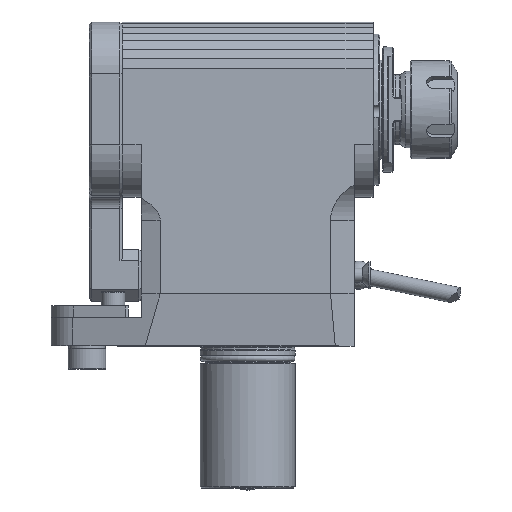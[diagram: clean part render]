
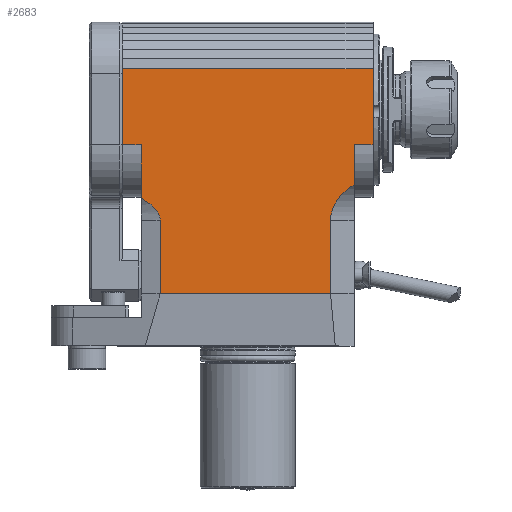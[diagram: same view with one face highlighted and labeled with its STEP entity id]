
A CAD part, top view. The second image highlights one B-rep face of the part: STEP entity #2683.
In plain terms, the highlighted planar face has unit normal (0, 0, 1).
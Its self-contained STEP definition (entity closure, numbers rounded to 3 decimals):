
#355 = DIRECTION ( 'NONE',  ( 0., 1., 0. ) ) ;
#420 = DIRECTION ( 'NONE',  ( 0., -1., 0. ) ) ;
#904 =( BOUNDED_CURVE ( )  B_SPLINE_CURVE ( 3, ( #14119, #19913, #21841, #16309 ),
 .UNSPECIFIED., .F., .F. ) 
 B_SPLINE_CURVE_WITH_KNOTS ( ( 4, 4 ),
 ( 2.274, 3.142 ),
 .UNSPECIFIED. ) 
 CURVE ( )  GEOMETRIC_REPRESENTATION_ITEM ( )  RATIONAL_B_SPLINE_CURVE ( ( 1., 0.938, 0.938, 1. ) ) 
 REPRESENTATION_ITEM ( '' )  );
#1012 = ORIENTED_EDGE ( 'NONE', *, *, #3360, .F. ) ;
#1137 = LINE ( 'NONE', #9710, #18551 ) ;
#1146 = CARTESIAN_POINT ( 'NONE',  ( 53., 212., 39. ) ) ;
#1202 = CARTESIAN_POINT ( 'NONE',  ( -37., 131.333, 39. ) ) ;
#1743 = LINE ( 'NONE', #7795, #11366 ) ;
#2076 = DIRECTION ( 'NONE',  ( -1., 0., 0. ) ) ;
#2304 = CARTESIAN_POINT ( 'NONE',  ( 35., 128., 39. ) ) ;
#2560 = DIRECTION ( 'NONE',  ( 0., -1., 0. ) ) ;
#2655 = EDGE_CURVE ( 'NONE', #3583, #9939, #20898, .T. ) ;
#2683 = ADVANCED_FACE ( 'NONE', ( #9218 ), #18431, .T. ) ;
#2824 = AXIS2_PLACEMENT_3D ( 'NONE', #1146, #6682, #23932 ) ;
#2844 = LINE ( 'NONE', #11273, #5535 ) ;
#3153 = ORIENTED_EDGE ( 'NONE', *, *, #6760, .T. ) ;
#3360 = EDGE_CURVE ( 'NONE', #7011, #21160, #7428, .T. ) ;
#3583 = VERTEX_POINT ( 'NONE', #23673 ) ;
#4033 = CARTESIAN_POINT ( 'NONE',  ( -45., 160., 39. ) ) ;
#4171 = VERTEX_POINT ( 'NONE', #24148 ) ;
#4179 = ORIENTED_EDGE ( 'NONE', *, *, #9242, .T. ) ;
#4312 = VECTOR ( 'NONE', #22335, 1000. ) ;
#4383 = CARTESIAN_POINT ( 'NONE',  ( -45., 212., 39. ) ) ;
#4619 = CARTESIAN_POINT ( 'NONE',  ( -37., 128., 39. ) ) ;
#4958 = CARTESIAN_POINT ( 'NONE',  ( -45., 137.498, 39. ) ) ;
#5201 = LINE ( 'NONE', #2304, #7298 ) ;
#5535 = VECTOR ( 'NONE', #24631, 1000. ) ;
#5687 = ORIENTED_EDGE ( 'NONE', *, *, #11524, .F. ) ;
#6353 = CARTESIAN_POINT ( 'NONE',  ( 35., 97., 39. ) ) ;
#6682 = DIRECTION ( 'NONE',  ( 0., 0., 1. ) ) ;
#6760 = EDGE_CURVE ( 'NONE', #8847, #21160, #9595, .T. ) ;
#6914 = VERTEX_POINT ( 'NONE', #4033 ) ;
#6948 = VERTEX_POINT ( 'NONE', #13730 ) ;
#7011 = VERTEX_POINT ( 'NONE', #17838 ) ;
#7295 = CARTESIAN_POINT ( 'NONE',  ( -37., 97., 39. ) ) ;
#7298 = VECTOR ( 'NONE', #19639, 1000. ) ;
#7428 = LINE ( 'NONE', #19961, #15768 ) ;
#7634 = EDGE_CURVE ( 'NONE', #6948, #15432, #904, .T. ) ;
#7795 = CARTESIAN_POINT ( 'NONE',  ( 53., 97., 39. ) ) ;
#7806 = ORIENTED_EDGE ( 'NONE', *, *, #7634, .F. ) ;
#8234 = VERTEX_POINT ( 'NONE', #6353 ) ;
#8431 = EDGE_CURVE ( 'NONE', #8234, #16674, #1743, .T. ) ;
#8672 = DIRECTION ( 'NONE',  ( 1., 0., 0. ) ) ;
#8847 = VERTEX_POINT ( 'NONE', #13690 ) ;
#9218 = FACE_OUTER_BOUND ( 'NONE', #13917, .T. ) ;
#9242 = EDGE_CURVE ( 'NONE', #16595, #16674, #1137, .T. ) ;
#9595 = LINE ( 'NONE', #21984, #21574 ) ;
#9710 = CARTESIAN_POINT ( 'NONE',  ( -37., 128., 39. ) ) ;
#9939 = VERTEX_POINT ( 'NONE', #18700 ) ;
#10111 = CARTESIAN_POINT ( 'NONE',  ( -53., 212., 39. ) ) ;
#10396 = VECTOR ( 'NONE', #2560, 1000. ) ;
#10426 = CARTESIAN_POINT ( 'NONE',  ( 45., 212., 39. ) ) ;
#10802 = EDGE_CURVE ( 'NONE', #4171, #6914, #17851, .T. ) ;
#11218 = ORIENTED_EDGE ( 'NONE', *, *, #12259, .F. ) ;
#11273 = CARTESIAN_POINT ( 'NONE',  ( -45., 160., 39. ) ) ;
#11366 = VECTOR ( 'NONE', #2076, 1000. ) ;
#11524 = EDGE_CURVE ( 'NONE', #8847, #6948, #21417, .T. ) ;
#11921 = DIRECTION ( 'NONE',  ( -1., 0., 0. ) ) ;
#12259 = EDGE_CURVE ( 'NONE', #15432, #8234, #5201, .T. ) ;
#12784 = VECTOR ( 'NONE', #355, 1000. ) ;
#13412 = EDGE_CURVE ( 'NONE', #4171, #16595, #20607, .T. ) ;
#13690 = CARTESIAN_POINT ( 'NONE',  ( 45., 160., 39. ) ) ;
#13730 = CARTESIAN_POINT ( 'NONE',  ( 45., 143.259, 39. ) ) ;
#13912 = CARTESIAN_POINT ( 'NONE',  ( 53., 192.167, 39. ) ) ;
#13917 = EDGE_LOOP ( 'NONE', ( #19619, #11218, #7806, #5687, #3153, #1012, #14733, #15955, #22559, #21995, #16467, #4179 ) ) ;
#14112 = CARTESIAN_POINT ( 'NONE',  ( 35., 128., 39. ) ) ;
#14119 = CARTESIAN_POINT ( 'NONE',  ( 45., 143.259, 39. ) ) ;
#14405 = CARTESIAN_POINT ( 'NONE',  ( -37., 128., 39. ) ) ;
#14678 = EDGE_CURVE ( 'NONE', #6914, #9939, #2844, .T. ) ;
#14733 = ORIENTED_EDGE ( 'NONE', *, *, #19707, .T. ) ;
#15432 = VERTEX_POINT ( 'NONE', #14112 ) ;
#15768 = VECTOR ( 'NONE', #420, 1000. ) ;
#15955 = ORIENTED_EDGE ( 'NONE', *, *, #2655, .T. ) ;
#16309 = CARTESIAN_POINT ( 'NONE',  ( 35., 128., 39. ) ) ;
#16467 = ORIENTED_EDGE ( 'NONE', *, *, #13412, .T. ) ;
#16595 = VERTEX_POINT ( 'NONE', #14405 ) ;
#16674 = VERTEX_POINT ( 'NONE', #7295 ) ;
#17478 = DIRECTION ( 'NONE',  ( 0., -1., 0. ) ) ;
#17838 = CARTESIAN_POINT ( 'NONE',  ( 53., 192.167, 39. ) ) ;
#17851 = LINE ( 'NONE', #4383, #12784 ) ;
#18431 = PLANE ( 'NONE',  #2824 ) ;
#18551 = VECTOR ( 'NONE', #17478, 1000. ) ;
#18700 = CARTESIAN_POINT ( 'NONE',  ( -53., 160., 39. ) ) ;
#19619 = ORIENTED_EDGE ( 'NONE', *, *, #8431, .F. ) ;
#19639 = DIRECTION ( 'NONE',  ( 0., -1., 0. ) ) ;
#19707 = EDGE_CURVE ( 'NONE', #7011, #3583, #23956, .T. ) ;
#19913 = CARTESIAN_POINT ( 'NONE',  ( 38.553, 139.397, 39. ) ) ;
#19961 = CARTESIAN_POINT ( 'NONE',  ( 53., 212., 39. ) ) ;
#20294 = CARTESIAN_POINT ( 'NONE',  ( -39.722, 134.565, 39. ) ) ;
#20607 =( BOUNDED_CURVE ( )  B_SPLINE_CURVE ( 3, ( #4958, #20294, #1202, #4619 ),
 .UNSPECIFIED., .F., .F. ) 
 B_SPLINE_CURVE_WITH_KNOTS ( ( 4, 4 ),
 ( 5.788, 6.283 ),
 .UNSPECIFIED. ) 
 CURVE ( )  GEOMETRIC_REPRESENTATION_ITEM ( )  RATIONAL_B_SPLINE_CURVE ( ( 1., 0.98, 0.98, 1. ) ) 
 REPRESENTATION_ITEM ( '' )  );
#20898 = LINE ( 'NONE', #10111, #10396 ) ;
#21160 = VERTEX_POINT ( 'NONE', #22198 ) ;
#21417 = LINE ( 'NONE', #10426, #4312 ) ;
#21574 = VECTOR ( 'NONE', #8672, 1000. ) ;
#21841 = CARTESIAN_POINT ( 'NONE',  ( 35., 133.975, 39. ) ) ;
#21853 = VECTOR ( 'NONE', #11921, 1000. ) ;
#21984 = CARTESIAN_POINT ( 'NONE',  ( 45., 160., 39. ) ) ;
#21995 = ORIENTED_EDGE ( 'NONE', *, *, #10802, .F. ) ;
#22198 = CARTESIAN_POINT ( 'NONE',  ( 53., 160., 39. ) ) ;
#22335 = DIRECTION ( 'NONE',  ( 0., -1., 0. ) ) ;
#22559 = ORIENTED_EDGE ( 'NONE', *, *, #14678, .F. ) ;
#23673 = CARTESIAN_POINT ( 'NONE',  ( -53., 192.167, 39. ) ) ;
#23932 = DIRECTION ( 'NONE',  ( 1., 0., 0. ) ) ;
#23956 = LINE ( 'NONE', #13912, #21853 ) ;
#24148 = CARTESIAN_POINT ( 'NONE',  ( -45., 137.498, 39. ) ) ;
#24631 = DIRECTION ( 'NONE',  ( -1., 0., 0. ) ) ;
